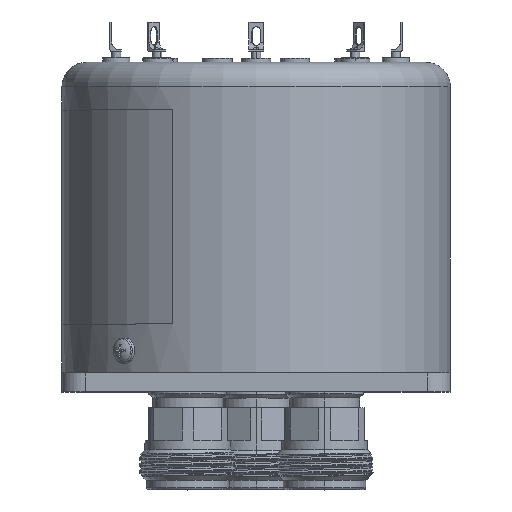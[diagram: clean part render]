
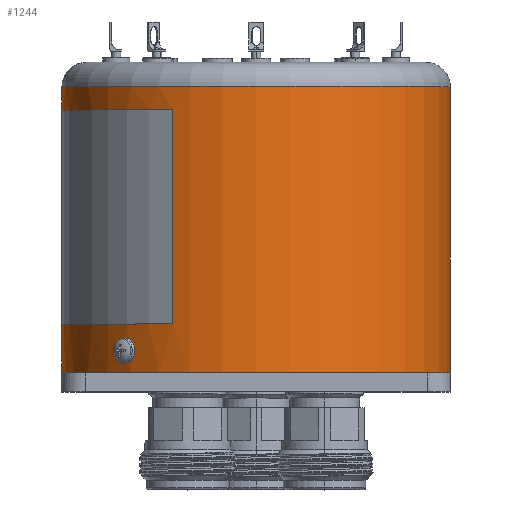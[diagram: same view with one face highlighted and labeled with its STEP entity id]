
A CAD part, top view. The second image highlights one B-rep face of the part: STEP entity #1244.
In plain terms, the highlighted cylindrical face has radius 31.75 mm (diameter 63.5 mm), a partial arc.
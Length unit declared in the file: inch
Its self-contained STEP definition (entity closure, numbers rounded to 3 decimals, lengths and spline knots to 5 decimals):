
#128 = ORIENTED_EDGE ( 'NONE', *, *, #9555, .T. ) ;
#336 = CARTESIAN_POINT ( 'NONE',  ( 0.89174, 0.69465, 0.87598 ) ) ;
#519 = CARTESIAN_POINT ( 'NONE',  ( 0.95464, 0.72758, 0.80698 ) ) ;
#520 = CARTESIAN_POINT ( 'NONE',  ( 0., 2.25491, 0. ) ) ;
#543 = ORIENTED_EDGE ( 'NONE', *, *, #7589, .F. ) ;
#648 = DIRECTION ( 'NONE',  ( 0., 1., 0. ) ) ;
#690 = CYLINDRICAL_SURFACE ( 'NONE', #10489, 1.25 ) ;
#741 = FACE_OUTER_BOUND ( 'NONE', #9682, .T. ) ;
#827 = VERTEX_POINT ( 'NONE', #7926 ) ;
#871 = CARTESIAN_POINT ( 'NONE',  ( 1.12836, 2.25491, 0.53786 ) ) ;
#1048 = VERTEX_POINT ( 'NONE', #4806 ) ;
#1220 = DIRECTION ( 'NONE',  ( -0.903, 0., 0.43 ) ) ;
#1244 = ADVANCED_FACE ( 'NONE', ( #3418, #741 ), #690, .T. ) ;
#1631 = ORIENTED_EDGE ( 'NONE', *, *, #4724, .T. ) ;
#1758 = VERTEX_POINT ( 'NONE', #2347 ) ;
#1850 = CARTESIAN_POINT ( 'NONE',  ( 0., 0.562, 0. ) ) ;
#2028 = VECTOR ( 'NONE', #9978, 39.37008 ) ;
#2066 = DIRECTION ( 'NONE',  ( 0., -1., 0. ) ) ;
#2091 = CARTESIAN_POINT ( 'NONE',  ( 0.95741, 0.69465, 0.80368 ) ) ;
#2103 = EDGE_LOOP ( 'NONE', ( #9018, #5177 ) ) ;
#2142 = CARTESIAN_POINT ( 'NONE',  ( 0.95224, 0.67581, 0.8098 ) ) ;
#2204 = CARTESIAN_POINT ( 'NONE',  ( 0., 2.562, 1.25 ) ) ;
#2262 = CARTESIAN_POINT ( 'NONE',  ( 0.90994, 0.74953, 0.85703 ) ) ;
#2347 = CARTESIAN_POINT ( 'NONE',  ( 0.95783, 0.705, 0.80316 ) ) ;
#2498 = CARTESIAN_POINT ( 'NONE',  ( 1.12836, 0.87696, 0.53786 ) ) ;
#2582 = DIRECTION ( 'NONE',  ( 0., -1., 0. ) ) ;
#2786 = DIRECTION ( 'NONE',  ( 0., -1., 0. ) ) ;
#2852 = AXIS2_PLACEMENT_3D ( 'NONE', #1850, #2582, #10253 ) ;
#2986 = CARTESIAN_POINT ( 'NONE',  ( 0.93219, 0.65616, 0.83279 ) ) ;
#2992 = LINE ( 'NONE', #2204, #8820 ) ;
#2999 = DIRECTION ( 'NONE',  ( 0., 0., 1. ) ) ;
#3097 = CARTESIAN_POINT ( 'NONE',  ( 0.92211, 0.7545, 0.84394 ) ) ;
#3152 = CARTESIAN_POINT ( 'NONE',  ( 0.95783, 0.70971, 0.80316 ) ) ;
#3196 = CARTESIAN_POINT ( 'NONE',  ( 0., 2.25491, 1.25 ) ) ;
#3199 = CARTESIAN_POINT ( 'NONE',  ( 0.95783, 0.705, 0.80316 ) ) ;
#3405 = DIRECTION ( 'NONE',  ( 0., -1., 0. ) ) ;
#3418 = FACE_BOUND ( 'NONE', #2103, .T. ) ;
#3808 = CARTESIAN_POINT ( 'NONE',  ( 0.90993, 0.66048, 0.85705 ) ) ;
#3929 = CARTESIAN_POINT ( 'NONE',  ( 0.93221, 0.75383, 0.83276 ) ) ;
#3979 = CARTESIAN_POINT ( 'NONE',  ( 0.9403, 0.74953, 0.82361 ) ) ;
#4178 = CIRCLE ( 'NONE', #7038, 1.25 ) ;
#4488 = CARTESIAN_POINT ( 'NONE',  ( 0., 2.406, 0. ) ) ;
#4583 = CARTESIAN_POINT ( 'NONE',  ( 0.95783, 0.70029, 0.80316 ) ) ;
#4664 = B_SPLINE_CURVE_WITH_KNOTS ( 'NONE', 3,
 ( #5538, #8823, #336, #9548, #5312, #10432, #3808, #7098, #5485, #9717, #2986, #7271, #8761, #2142, #8934, #2091, #4583, #9766 ),
 .UNSPECIFIED., .F., .F.,
 ( 4, 2, 2, 2, 2, 2, 2, 2, 4 ),
 ( 0.50008, 0.56257, 0.62506, 0.68755, 0.75004, 0.81253, 0.87502, 0.93751, 1. ),
 .UNSPECIFIED. ) ;
#4703 = CARTESIAN_POINT ( 'NONE',  ( 0.89733, 0.73417, 0.87025 ) ) ;
#4707 = AXIS2_PLACEMENT_3D ( 'NONE', #4488, #2786, #2999 ) ;
#4724 = EDGE_CURVE ( 'NONE', #8011, #827, #6605, .T. ) ;
#4729 = VERTEX_POINT ( 'NONE', #3196 ) ;
#4768 = VERTEX_POINT ( 'NONE', #9101 ) ;
#4793 = EDGE_CURVE ( 'NONE', #1048, #4768, #7433, .T. ) ;
#4806 = CARTESIAN_POINT ( 'NONE',  ( 0., 2.406, -1.25 ) ) ;
#4814 = CARTESIAN_POINT ( 'NONE',  ( 0.95741, 0.71535, 0.80368 ) ) ;
#5177 = ORIENTED_EDGE ( 'NONE', *, *, #10300, .F. ) ;
#5312 = CARTESIAN_POINT ( 'NONE',  ( 0.89732, 0.67585, 0.87026 ) ) ;
#5485 = CARTESIAN_POINT ( 'NONE',  ( 0.92207, 0.6555, 0.84398 ) ) ;
#5538 = CARTESIAN_POINT ( 'NONE',  ( 0.89126, 0.705, 0.87644 ) ) ;
#5540 = VERTEX_POINT ( 'NONE', #10060 ) ;
#5565 = VERTEX_POINT ( 'NONE', #871 ) ;
#5605 = CARTESIAN_POINT ( 'NONE',  ( 0.95224, 0.73418, 0.8098 ) ) ;
#5660 = CARTESIAN_POINT ( 'NONE',  ( 0.89476, 0.72757, 0.8729 ) ) ;
#5685 = EDGE_CURVE ( 'NONE', #1048, #9678, #8089, .T. ) ;
#5798 = ORIENTED_EDGE ( 'NONE', *, *, #8494, .T. ) ;
#5871 = CARTESIAN_POINT ( 'NONE',  ( 0., 2.562, 1.25 ) ) ;
#5877 = CIRCLE ( 'NONE', #2852, 1.25 ) ;
#6035 = AXIS2_PLACEMENT_3D ( 'NONE', #9684, #2066, #1220 ) ;
#6556 = CARTESIAN_POINT ( 'NONE',  ( 0.92846, 0.7545, 0.83695 ) ) ;
#6605 = LINE ( 'NONE', #5871, #2028 ) ;
#6609 = CARTESIAN_POINT ( 'NONE',  ( 0.89126, 0.70971, 0.87644 ) ) ;
#6656 = VECTOR ( 'NONE', #7381, 39.37008 ) ;
#6658 = CARTESIAN_POINT ( 'NONE',  ( 0.94464, 0.74584, 0.81865 ) ) ;
#6823 = DIRECTION ( 'NONE',  ( -0.903, 0., 0.43 ) ) ;
#6831 = DIRECTION ( 'NONE',  ( 0., -1., 0. ) ) ;
#7038 = AXIS2_PLACEMENT_3D ( 'NONE', #520, #3405, #6823 ) ;
#7098 = CARTESIAN_POINT ( 'NONE',  ( 0.91826, 0.65617, 0.84812 ) ) ;
#7271 = CARTESIAN_POINT ( 'NONE',  ( 0.94029, 0.66046, 0.82363 ) ) ;
#7327 = DIRECTION ( 'NONE',  ( 0., -1., 0. ) ) ;
#7381 = DIRECTION ( 'NONE',  ( 0., -1., 0. ) ) ;
#7384 = CARTESIAN_POINT ( 'NONE',  ( 0.89126, 0.705, 0.87644 ) ) ;
#7392 = EDGE_CURVE ( 'NONE', #1758, #5540, #8930, .T. ) ;
#7433 = LINE ( 'NONE', #8413, #6656 ) ;
#7465 = ORIENTED_EDGE ( 'NONE', *, *, #8347, .F. ) ;
#7589 = EDGE_CURVE ( 'NONE', #5565, #4729, #4178, .T. ) ;
#7926 = CARTESIAN_POINT ( 'NONE',  ( 0., 0.562, 1.25 ) ) ;
#8011 = VERTEX_POINT ( 'NONE', #9517 ) ;
#8089 = CIRCLE ( 'NONE', #4707, 1.25 ) ;
#8262 = CARTESIAN_POINT ( 'NONE',  ( 0.89174, 0.71534, 0.87598 ) ) ;
#8347 = EDGE_CURVE ( 'NONE', #9715, #5565, #10102, .T. ) ;
#8413 = CARTESIAN_POINT ( 'NONE',  ( 0., 2.562, -1.25 ) ) ;
#8494 = EDGE_CURVE ( 'NONE', #9678, #4729, #2992, .T. ) ;
#8761 = CARTESIAN_POINT ( 'NONE',  ( 0.94462, 0.66414, 0.81867 ) ) ;
#8818 = ORIENTED_EDGE ( 'NONE', *, *, #4793, .F. ) ;
#8820 = VECTOR ( 'NONE', #7327, 39.37008 ) ;
#8823 = CARTESIAN_POINT ( 'NONE',  ( 0.89126, 0.70029, 0.87644 ) ) ;
#8879 = CIRCLE ( 'NONE', #6035, 1.25 ) ;
#8930 = B_SPLINE_CURVE_WITH_KNOTS ( 'NONE', 3,
 ( #3199, #3152, #4814, #519, #5605, #6658, #3979, #3929, #6556, #3097, #9880, #2262, #10824, #4703, #5660, #8262, #6609, #7384 ),
 .UNSPECIFIED., .F., .F.,
 ( 4, 2, 2, 2, 2, 2, 2, 2, 4 ),
 ( 0., 0.06251, 0.12502, 0.18753, 0.25004, 0.31255, 0.37506, 0.43757, 0.50008 ),
 .UNSPECIFIED. ) ;
#8934 = CARTESIAN_POINT ( 'NONE',  ( 0.95463, 0.68242, 0.80698 ) ) ;
#9008 = VECTOR ( 'NONE', #648, 39.37008 ) ;
#9018 = ORIENTED_EDGE ( 'NONE', *, *, #7392, .F. ) ;
#9101 = CARTESIAN_POINT ( 'NONE',  ( 0., 0.562, -1.25 ) ) ;
#9395 = CARTESIAN_POINT ( 'NONE',  ( 0., 2.406, 1.25 ) ) ;
#9517 = CARTESIAN_POINT ( 'NONE',  ( 0., 0.87696, 1.25 ) ) ;
#9548 = CARTESIAN_POINT ( 'NONE',  ( 0.89476, 0.68243, 0.8729 ) ) ;
#9555 = EDGE_CURVE ( 'NONE', #9715, #8011, #8879, .T. ) ;
#9611 = CARTESIAN_POINT ( 'NONE',  ( 1.12836, 0.87696, 0.53786 ) ) ;
#9678 = VERTEX_POINT ( 'NONE', #9395 ) ;
#9682 = EDGE_LOOP ( 'NONE', ( #9943, #5798, #543, #7465, #128, #1631, #10287, #8818 ) ) ;
#9684 = CARTESIAN_POINT ( 'NONE',  ( 0., 0.87696, 0. ) ) ;
#9715 = VERTEX_POINT ( 'NONE', #9611 ) ;
#9717 = CARTESIAN_POINT ( 'NONE',  ( 0.92842, 0.6555, 0.837 ) ) ;
#9766 = CARTESIAN_POINT ( 'NONE',  ( 0.95783, 0.705, 0.80316 ) ) ;
#9880 = CARTESIAN_POINT ( 'NONE',  ( 0.91829, 0.75384, 0.84809 ) ) ;
#9943 = ORIENTED_EDGE ( 'NONE', *, *, #5685, .T. ) ;
#9978 = DIRECTION ( 'NONE',  ( 0., -1., 0. ) ) ;
#10046 = DIRECTION ( 'NONE',  ( 0., 0., -1. ) ) ;
#10060 = CARTESIAN_POINT ( 'NONE',  ( 0.89126, 0.705, 0.87644 ) ) ;
#10096 = CARTESIAN_POINT ( 'NONE',  ( 0., 2.562, 0. ) ) ;
#10102 = LINE ( 'NONE', #2498, #9008 ) ;
#10253 = DIRECTION ( 'NONE',  ( 0., 0., 1. ) ) ;
#10287 = ORIENTED_EDGE ( 'NONE', *, *, #10595, .F. ) ;
#10300 = EDGE_CURVE ( 'NONE', #5540, #1758, #4664, .T. ) ;
#10432 = CARTESIAN_POINT ( 'NONE',  ( 0.90541, 0.66418, 0.86184 ) ) ;
#10489 = AXIS2_PLACEMENT_3D ( 'NONE', #10096, #6831, #10046 ) ;
#10595 = EDGE_CURVE ( 'NONE', #4768, #827, #5877, .T. ) ;
#10824 = CARTESIAN_POINT ( 'NONE',  ( 0.90542, 0.74584, 0.86183 ) ) ;
